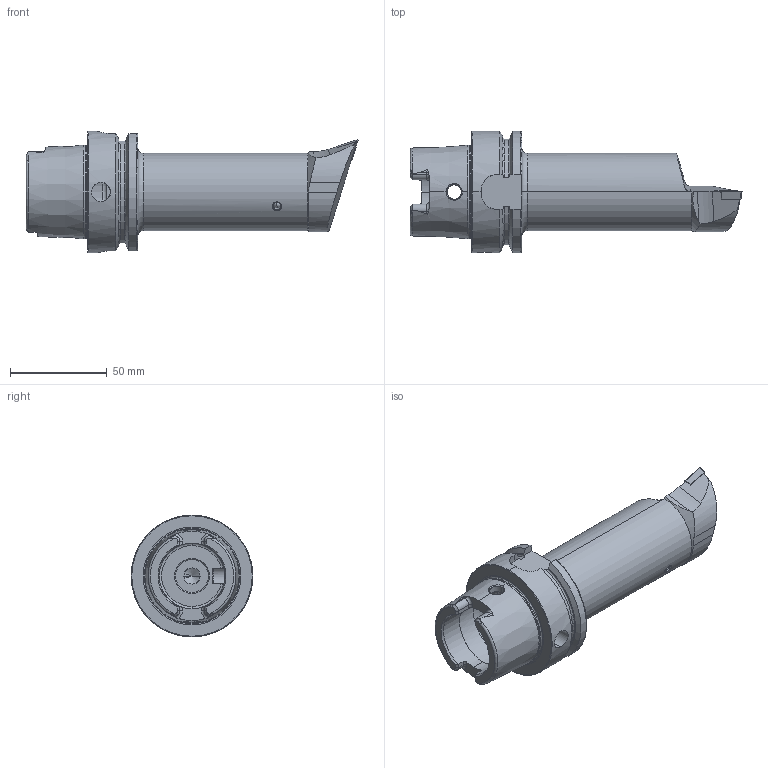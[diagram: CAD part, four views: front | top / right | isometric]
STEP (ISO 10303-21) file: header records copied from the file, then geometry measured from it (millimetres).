
FILE_DESCRIPTION (( 'STEP AP214' ), '1' );
FILE_NAME ('HA6.BDB.LQC.140.STEP', '2020-09-11T06:24:51', ( '' ), ( '' ), 'SwSTEP 2.0', 'SolidWorks 2017', '' );
FILE_SCHEMA (( 'AUTOMOTIVE_DESIGN' ));
Length unit declared in the file: millimetre
Products named in the file (5): DCMT11T304; KVT_MB_600_050; WCB-ER2.001.009_A; HA6.BDB.LQC.140; HA6-BDB.LQC.140_A
Assembly tree (4 placements, depth 2):
  HA6.BDB.LQC.140
    HA6-BDB.LQC.140_A
    DCMT11T304
    WCB-ER2.001.009_A
    KVT_MB_600_050
Bounding box: 171.9 x 63 x 63 mm (x, y, z)
Volume: 196931.4 mm3; surface area: 38655.2 mm2
Topology: 5 solids, 5 shells, 311 faces, 801 edges, 490 vertices
Faces by surface type: cylinder 91, cone 80, plane 79, torus 37, bspline 20, sphere 4
Entity records: 12539 total; most frequent: CARTESIAN_POINT 4016, ORIENTED_EDGE 1568, DIRECTION 1422, EDGE_CURVE 784, AXIS2_PLACEMENT_3D 568, VERTEX_POINT 487, EDGE_LOOP 327, FACE_OUTER_BOUND 311
